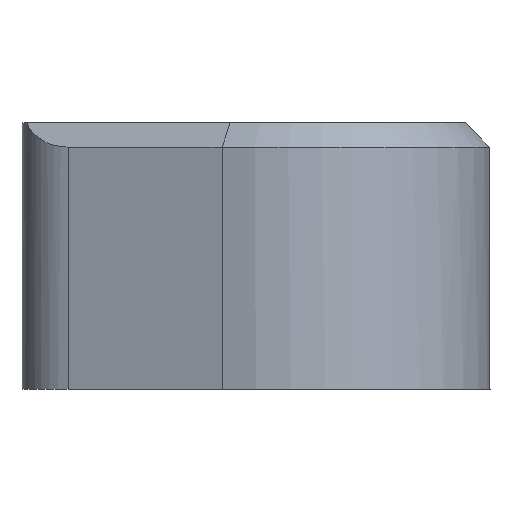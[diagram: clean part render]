
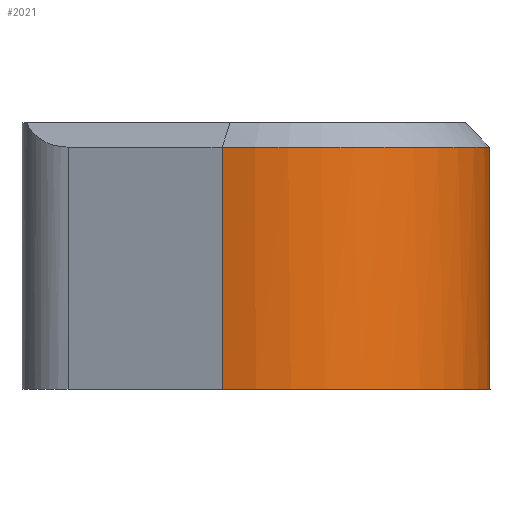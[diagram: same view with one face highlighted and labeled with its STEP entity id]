
A CAD part, left-side view. The second image highlights one B-rep face of the part: STEP entity #2021.
In plain terms, the highlighted cylindrical face has radius 25 mm (diameter 50 mm), a partial arc.
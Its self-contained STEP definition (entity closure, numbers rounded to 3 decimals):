
#92=B_SPLINE_CURVE_WITH_KNOTS('',3,(#4291,#4292,#4293,#4294,#4295,#4296,
#4297,#4298,#4299),.UNSPECIFIED.,.F.,.F.,(4,1,1,1,1,1,4),(-18.865,
-18.271,-17.677,-17.083,-16.489,
-15.895,-15.59),.UNSPECIFIED.);
#137=CYLINDRICAL_SURFACE('',#2207,25.);
#227=CIRCLE('',#2208,25.);
#228=CIRCLE('',#2209,25.);
#333=FACE_OUTER_BOUND('',#468,.T.);
#468=EDGE_LOOP('',(#1754,#1755,#1756,#1757));
#624=LINE('',#4452,#778);
#778=VECTOR('',#2660,10.);
#964=VERTEX_POINT('',#4282);
#965=VERTEX_POINT('',#4284);
#972=VERTEX_POINT('',#4449);
#973=VERTEX_POINT('',#4451);
#1232=EDGE_CURVE('',#964,#965,#92,.T.);
#1244=EDGE_CURVE('',#965,#972,#227,.T.);
#1245=EDGE_CURVE('',#973,#972,#624,.T.);
#1246=EDGE_CURVE('',#973,#964,#228,.T.);
#1754=ORIENTED_EDGE('',*,*,#1232,.T.);
#1755=ORIENTED_EDGE('',*,*,#1244,.T.);
#1756=ORIENTED_EDGE('',*,*,#1245,.F.);
#1757=ORIENTED_EDGE('',*,*,#1246,.T.);
#2021=ADVANCED_FACE('',(#333),#137,.T.);
#2207=AXIS2_PLACEMENT_3D('',#4448,#2656,#2657);
#2208=AXIS2_PLACEMENT_3D('',#4450,#2658,#2659);
#2209=AXIS2_PLACEMENT_3D('',#4453,#2661,#2662);
#2656=DIRECTION('center_axis',(0.,0.,-1.));
#2657=DIRECTION('ref_axis',(-1.,0.,0.));
#2658=DIRECTION('center_axis',(0.,0.,-1.));
#2659=DIRECTION('ref_axis',(-1.,0.,0.));
#2660=DIRECTION('',(0.,0.,1.));
#2661=DIRECTION('center_axis',(0.,0.,1.));
#2662=DIRECTION('ref_axis',(-1.,0.,0.));
#4282=CARTESIAN_POINT('',(-122.565,-8.706,-1.5));
#4284=CARTESIAN_POINT('',(-123.731,-11.362,28.5));
#4291=CARTESIAN_POINT('Ctrl Pts',(-122.565,-8.706,-1.5));
#4292=CARTESIAN_POINT('Ctrl Pts',(-122.843,-9.454,-0.028));
#4293=CARTESIAN_POINT('Ctrl Pts',(-123.423,-10.797,3.118));
#4294=CARTESIAN_POINT('Ctrl Pts',(-124.213,-12.285,8.386));
#4295=CARTESIAN_POINT('Ctrl Pts',(-124.717,-13.118,14.152));
#4296=CARTESIAN_POINT('Ctrl Pts',(-124.72,-13.121,20.155));
#4297=CARTESIAN_POINT('Ctrl Pts',(-124.265,-12.372,24.968));
#4298=CARTESIAN_POINT('Ctrl Pts',(-123.874,-11.64,27.628));
#4299=CARTESIAN_POINT('Ctrl Pts',(-123.733,-11.363,28.501));
#4448=CARTESIAN_POINT('Origin',(-146.,0.,0.));
#4449=CARTESIAN_POINT('',(-169.615,8.205,28.5));
#4450=CARTESIAN_POINT('Origin',(-146.,0.,28.5));
#4451=CARTESIAN_POINT('',(-169.615,8.205,-1.5));
#4452=CARTESIAN_POINT('',(-169.615,8.205,0.));
#4453=CARTESIAN_POINT('Origin',(-146.,0.,-1.5));
